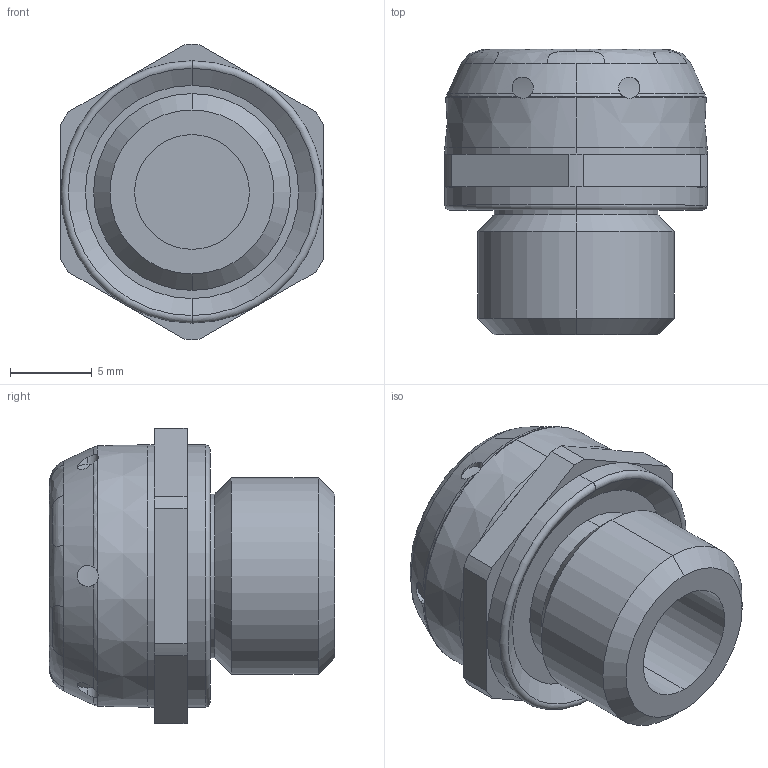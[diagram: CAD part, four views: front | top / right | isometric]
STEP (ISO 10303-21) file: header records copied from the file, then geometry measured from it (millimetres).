
FILE_DESCRIPTION (( 'STP AP214' ), '1' );
FILE_NAME ('17769_2_DAE_M12_GR.STP', '2013-01-18T08:48:56', ( '' ), ( '' ), 'SwSTEP 2.0', 'SolidWorks 2012', '' );
FILE_SCHEMA (( 'AUTOMOTIVE_DESIGN' ));
Length unit declared in the file: millimetre
Products named in the file (1): 17769_2_DAE_M12_GR
Bounding box: 16 x 17.4 x 18 mm (x, y, z)
Volume: 2358.3 mm3; surface area: 1349.2 mm2
Topology: 1 solids, 1 shells, 91 faces, 258 edges, 171 vertices
Faces by surface type: cylinder 35, plane 21, bspline 16, cone 10, torus 9
Entity records: 3565 total; most frequent: CARTESIAN_POINT 1269, ORIENTED_EDGE 516, DIRECTION 431, EDGE_CURVE 258, AXIS2_PLACEMENT_3D 181, VERTEX_POINT 171, CIRCLE 105, EDGE_LOOP 93
